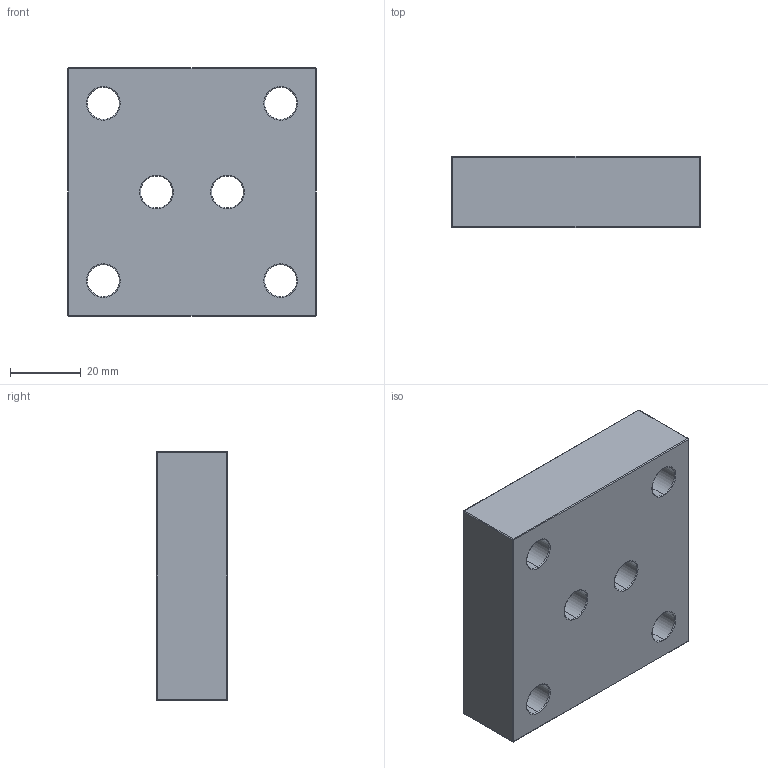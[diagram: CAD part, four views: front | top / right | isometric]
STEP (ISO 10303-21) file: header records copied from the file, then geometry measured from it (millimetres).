
FILE_DESCRIPTION (( 'STEP AP203' ), '1' );
FILE_NAME ('45Ø Baseplate.STEP', '2011-11-08T15:19:31', ( '' ), ( '' ), 'SwSTEP 2.0', 'SolidWorks 2011', '' );
FILE_SCHEMA (( 'CONFIG_CONTROL_DESIGN' ));
Length unit declared in the file: millimetre
Products named in the file (1): 45ﾘ Baseplate
Bounding box: 70 x 20 x 70 mm (x, y, z)
Volume: 82208.2 mm3; surface area: 19269.7 mm2
Topology: 1 solids, 1 shells, 80 faces, 176 edges, 96 vertices
Faces by surface type: cylinder 36, torus 24, plane 12, sphere 8
Entity records: 2249 total; most frequent: DIRECTION 450, CARTESIAN_POINT 345, ORIENTED_EDGE 336, AXIS2_PLACEMENT_3D 201, EDGE_CURVE 168, CIRCLE 120, EDGE_LOOP 98, VERTEX_POINT 96
